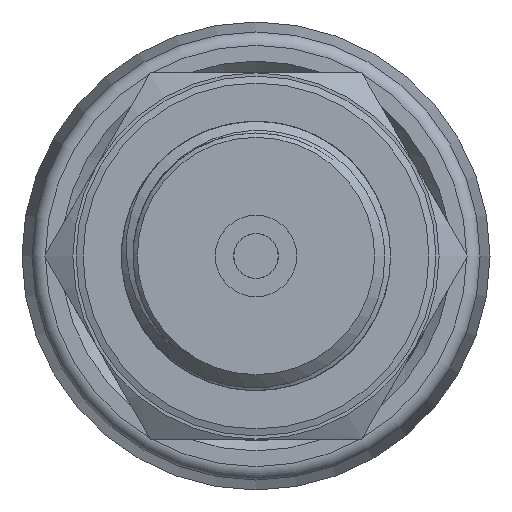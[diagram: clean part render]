
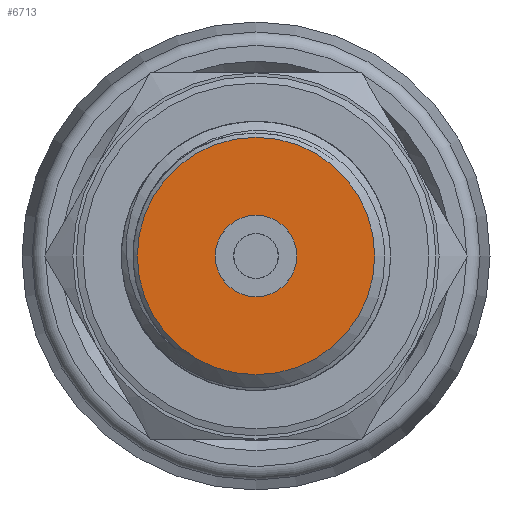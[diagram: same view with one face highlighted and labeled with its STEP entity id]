
A CAD part, left-side view. The second image highlights one B-rep face of the part: STEP entity #6713.
In plain terms, the highlighted conical face has half-angle 90 degrees and reference radius 5.875 mm.
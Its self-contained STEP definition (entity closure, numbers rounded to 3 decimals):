
#788=FACE_OUTER_BOUND('',#1185,.T.);
#1185=EDGE_LOOP('',(#6283,#6284,#6285,#6286));
#1329=CIRCLE('',#7042,3.);
#1330=CIRCLE('',#7044,8.75);
#2169=LINE('',#31532,#2550);
#2550=VECTOR('',#7996,5.875);
#3230=VERTEX_POINT('',#31527);
#3231=VERTEX_POINT('',#31531);
#4247=EDGE_CURVE('',#3230,#3230,#1329,.T.);
#4249=EDGE_CURVE('',#3230,#3231,#2169,.T.);
#4250=EDGE_CURVE('',#3231,#3231,#1330,.T.);
#6283=ORIENTED_EDGE('',*,*,#4247,.T.);
#6284=ORIENTED_EDGE('',*,*,#4249,.T.);
#6285=ORIENTED_EDGE('',*,*,#4250,.F.);
#6286=ORIENTED_EDGE('',*,*,#4249,.F.);
#6347=CONICAL_SURFACE('',#7043,5.875,1.571);
#6713=ADVANCED_FACE('',(#788),#6347,.F.);
#7042=AXIS2_PLACEMENT_3D('',#31528,#7991,#7992);
#7043=AXIS2_PLACEMENT_3D('',#31530,#7994,#7995);
#7044=AXIS2_PLACEMENT_3D('',#31533,#7997,#7998);
#7991=DIRECTION('center_axis',(1.,0.,0.));
#7992=DIRECTION('ref_axis',(0.,0.,-1.));
#7994=DIRECTION('center_axis',(-1.,0.,0.));
#7995=DIRECTION('ref_axis',(0.,1.,0.));
#7996=DIRECTION('',(0.,-1.,0.));
#7997=DIRECTION('center_axis',(1.,0.,0.));
#7998=DIRECTION('ref_axis',(0.,0.,-1.));
#31527=CARTESIAN_POINT('',(-67.,-3.,0.));
#31528=CARTESIAN_POINT('Origin',(-67.,0.,0.));
#31530=CARTESIAN_POINT('Origin',(-67.,0.,0.));
#31531=CARTESIAN_POINT('',(-67.,-8.75,0.));
#31532=CARTESIAN_POINT('',(-67.,-5.875,0.));
#31533=CARTESIAN_POINT('Origin',(-67.,0.,0.));
